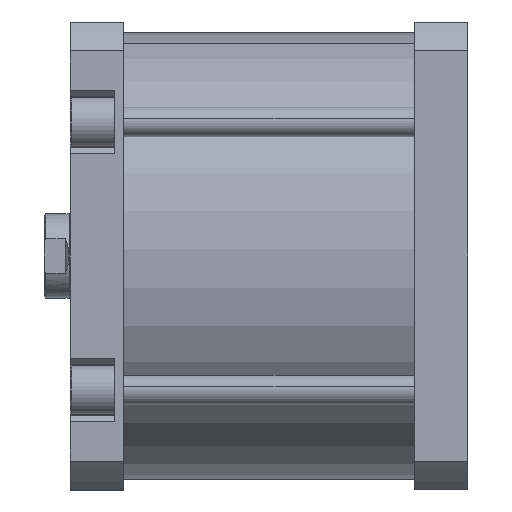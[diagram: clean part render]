
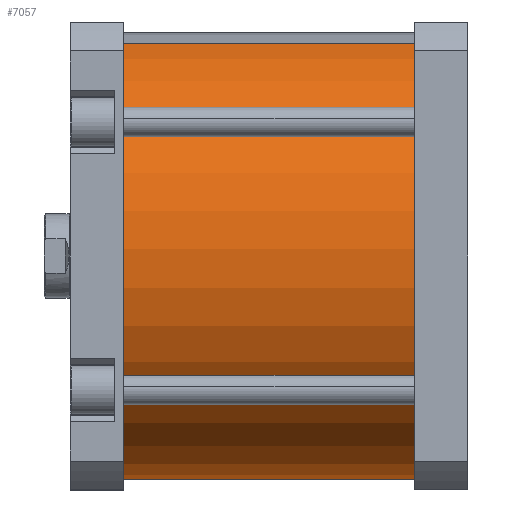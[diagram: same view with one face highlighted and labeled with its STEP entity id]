
A CAD part, front view. The second image highlights one B-rep face of the part: STEP entity #7057.
In plain terms, the highlighted cylindrical face has radius 105 mm (diameter 210 mm), a partial arc.
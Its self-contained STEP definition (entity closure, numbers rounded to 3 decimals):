
#386 = EDGE_CURVE ( 'NONE', #2625, #2614, #1275, .T. ) ;
#412 = EDGE_CURVE ( 'NONE', #2613, #2625, #1314, .T. ) ;
#414 = EDGE_CURVE ( 'NONE', #2619, #2614, #1318, .T. ) ;
#416 = EDGE_CURVE ( 'NONE', #2613, #2619, #1311, .T. ) ;
#645 = ORIENTED_EDGE ( 'NONE', *, *, #414, .T. ) ;
#646 = ORIENTED_EDGE ( 'NONE', *, *, #416, .T. ) ;
#647 = ORIENTED_EDGE ( 'NONE', *, *, #412, .F. ) ;
#648 = ORIENTED_EDGE ( 'NONE', *, *, #386, .F. ) ;
#1275 = LINE ( 'NONE', #4024, #1276 ) ;
#1276 = VECTOR ( 'NONE', #4025, 1000. ) ;
#1311 = LINE ( 'NONE', #4097, #1319 ) ;
#1314 = CIRCLE ( 'NONE', #3538, 105. ) ;
#1318 = CIRCLE ( 'NONE', #3543, 105. ) ;
#1319 = VECTOR ( 'NONE', #4101, 1000. ) ;
#2613 = VERTEX_POINT ( 'NONE', #4955 ) ;
#2614 = VERTEX_POINT ( 'NONE', #4956 ) ;
#2619 = VERTEX_POINT ( 'NONE', #4961 ) ;
#2625 = VERTEX_POINT ( 'NONE', #4967 ) ;
#3538 = AXIS2_PLACEMENT_3D ( 'NONE', #4083, #4089, #4090 ) ;
#3543 = AXIS2_PLACEMENT_3D ( 'NONE', #4088, #4095, #4096 ) ;
#3815 = AXIS2_PLACEMENT_3D ( 'NONE', #6407, #6406, #6405 ) ;
#4024 = CARTESIAN_POINT ( 'NONE',  ( 105., 0., 137. ) ) ;
#4025 = DIRECTION ( 'NONE',  ( 0., 0., -1. ) ) ;
#4083 = CARTESIAN_POINT ( 'NONE',  ( 0., 0., 137. ) ) ;
#4088 = CARTESIAN_POINT ( 'NONE',  ( 0., 0., 0. ) ) ;
#4089 = DIRECTION ( 'NONE',  ( 0., 0., 1. ) ) ;
#4090 = DIRECTION ( 'NONE',  ( 1., 0., 0. ) ) ;
#4095 = DIRECTION ( 'NONE',  ( 0., 0., 1. ) ) ;
#4096 = DIRECTION ( 'NONE',  ( 1., 0., 0. ) ) ;
#4097 = CARTESIAN_POINT ( 'NONE',  ( -105., 0., 137. ) ) ;
#4101 = DIRECTION ( 'NONE',  ( 0., 0., -1. ) ) ;
#4955 = CARTESIAN_POINT ( 'NONE',  ( -105., 0., 137. ) ) ;
#4956 = CARTESIAN_POINT ( 'NONE',  ( 105., 0., 0. ) ) ;
#4961 = CARTESIAN_POINT ( 'NONE',  ( -105., 0., 0. ) ) ;
#4967 = CARTESIAN_POINT ( 'NONE',  ( 105., 0., 137. ) ) ;
#5672 = FACE_OUTER_BOUND ( 'NONE', #7147, .T. ) ;
#5675 = CYLINDRICAL_SURFACE ( 'NONE', #3815, 105. ) ;
#6405 = DIRECTION ( 'NONE',  ( -1., 0., 0. ) ) ;
#6406 = DIRECTION ( 'NONE',  ( 0., 0., -1. ) ) ;
#6407 = CARTESIAN_POINT ( 'NONE',  ( 0., 0., 137. ) ) ;
#7057 = ADVANCED_FACE ( 'NONE', ( #5672 ), #5675, .T. ) ;
#7147 = EDGE_LOOP ( 'NONE', ( #648, #647, #646, #645 ) ) ;
